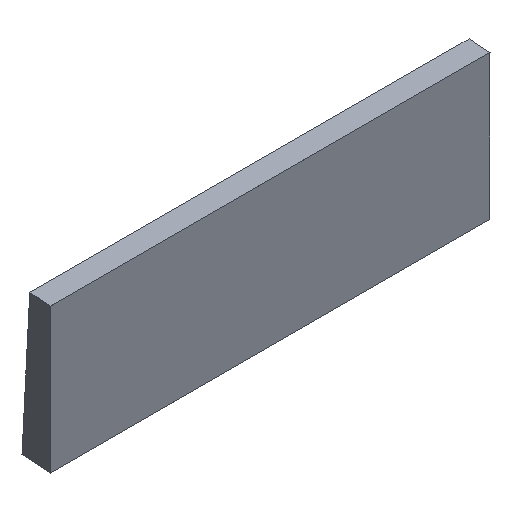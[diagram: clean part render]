
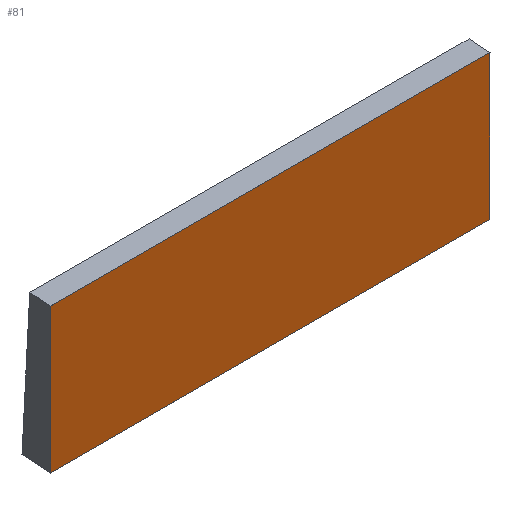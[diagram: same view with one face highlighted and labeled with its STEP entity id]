
A CAD part, isometric view. The second image highlights one B-rep face of the part: STEP entity #81.
In plain terms, the highlighted planar face has unit normal (0, -1, 0).
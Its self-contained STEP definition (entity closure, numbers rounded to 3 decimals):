
#2=DIRECTION('',(1.,0.,0.));
#3=VECTOR('',#2,397.5);
#4=CARTESIAN_POINT('',(-198.75,0.,65.4));
#5=LINE('',#4,#3);
#6=DIRECTION('',(0.,0.,-1.));
#7=VECTOR('',#6,130.8);
#8=CARTESIAN_POINT('',(198.75,0.,65.4));
#9=LINE('',#8,#7);
#10=DIRECTION('',(-1.,0.,0.));
#11=VECTOR('',#10,397.5);
#12=CARTESIAN_POINT('',(198.75,0.,-65.4));
#13=LINE('',#12,#11);
#14=DIRECTION('',(0.,0.,1.));
#15=VECTOR('',#14,130.8);
#16=CARTESIAN_POINT('',(-198.75,0.,-65.4));
#17=LINE('',#16,#15);
#51=CARTESIAN_POINT('',(-198.75,0.,-65.4));
#53=VERTEX_POINT('',#51);
#54=CARTESIAN_POINT('',(198.75,0.,-65.4));
#55=VERTEX_POINT('',#54);
#59=CARTESIAN_POINT('',(198.75,0.,65.4));
#61=VERTEX_POINT('',#59);
#62=CARTESIAN_POINT('',(-198.75,0.,65.4));
#63=VERTEX_POINT('',#62);
#66=CARTESIAN_POINT('',(0.,0.,0.));
#67=DIRECTION('',(0.,1.,0.));
#68=DIRECTION('',(1.,0.,0.));
#69=AXIS2_PLACEMENT_3D('',#66,#67,#68);
#70=PLANE('',#69);
#72=ORIENTED_EDGE('',*,*,#71,.T.);
#74=ORIENTED_EDGE('',*,*,#73,.T.);
#76=ORIENTED_EDGE('',*,*,#75,.T.);
#78=ORIENTED_EDGE('',*,*,#77,.T.);
#79=EDGE_LOOP('',(#72,#74,#76,#78));
#80=FACE_OUTER_BOUND('',#79,.F.);
#81=ADVANCED_FACE('',(#80),#70,.F.);
#71=EDGE_CURVE('',#63,#61,#5,.T.);
#73=EDGE_CURVE('',#61,#55,#9,.T.);
#75=EDGE_CURVE('',#55,#53,#13,.T.);
#77=EDGE_CURVE('',#53,#63,#17,.T.);
